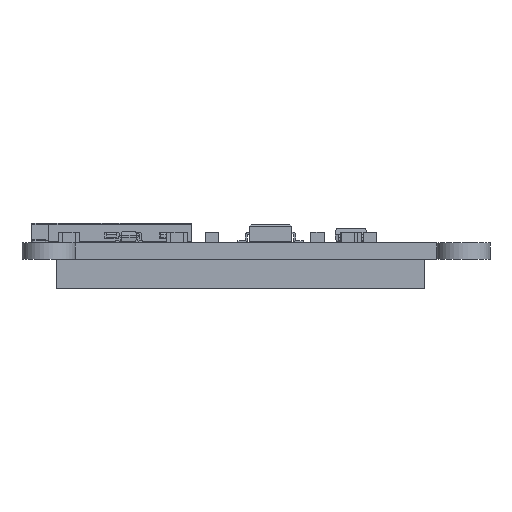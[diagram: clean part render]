
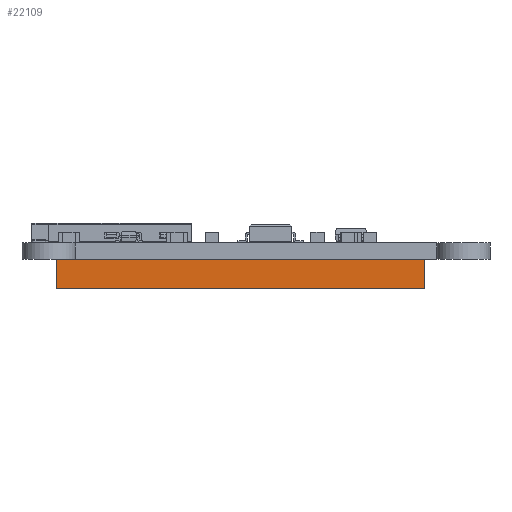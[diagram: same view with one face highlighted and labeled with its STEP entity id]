
A CAD part, front view. The second image highlights one B-rep face of the part: STEP entity #22109.
In plain terms, the highlighted face is planar.
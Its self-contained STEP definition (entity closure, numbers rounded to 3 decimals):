
#994=PLANE('',#23884);
#2057=FACE_OUTER_BOUND('',#3289,.T.);
#3289=EDGE_LOOP('',(#19518,#19519,#19520,#19521));
#5613=LINE('',#35631,#8009);
#5618=LINE('',#35640,#8014);
#5623=LINE('',#35650,#8019);
#5625=LINE('',#35654,#8021);
#8009=VECTOR('',#29501,10.);
#8014=VECTOR('',#29508,10.);
#8019=VECTOR('',#29517,10.);
#8021=VECTOR('',#29523,10.);
#10637=VERTEX_POINT('',#35628);
#10638=VERTEX_POINT('',#35630);
#10641=VERTEX_POINT('',#35638);
#10644=VERTEX_POINT('',#35648);
#13605=EDGE_CURVE('',#10638,#10637,#5613,.T.);
#13610=EDGE_CURVE('',#10641,#10637,#5618,.T.);
#13615=EDGE_CURVE('',#10644,#10641,#5623,.T.);
#13617=EDGE_CURVE('',#10644,#10638,#5625,.T.);
#19518=ORIENTED_EDGE('',*,*,#13617,.T.);
#19519=ORIENTED_EDGE('',*,*,#13605,.T.);
#19520=ORIENTED_EDGE('',*,*,#13610,.F.);
#19521=ORIENTED_EDGE('',*,*,#13615,.F.);
#22109=ADVANCED_FACE('',(#2057),#994,.T.);
#23884=AXIS2_PLACEMENT_3D('',#35653,#29521,#29522);
#29501=DIRECTION('',(0.,0.,1.));
#29508=DIRECTION('',(0.,-1.,0.));
#29517=DIRECTION('',(0.,0.,1.));
#29521=DIRECTION('center_axis',(-1.,0.,0.));
#29522=DIRECTION('ref_axis',(0.,-1.,0.));
#29523=DIRECTION('',(0.,-1.,0.));
#35628=CARTESIAN_POINT('',(-15.25,2.5,2.8));
#35630=CARTESIAN_POINT('',(-15.25,2.5,0.));
#35631=CARTESIAN_POINT('',(-15.25,2.5,0.));
#35638=CARTESIAN_POINT('',(-15.25,37.5,2.8));
#35640=CARTESIAN_POINT('',(-15.25,37.5,2.8));
#35648=CARTESIAN_POINT('',(-15.25,37.5,0.));
#35650=CARTESIAN_POINT('',(-15.25,37.5,0.));
#35653=CARTESIAN_POINT('Origin',(-15.25,37.5,0.));
#35654=CARTESIAN_POINT('',(-15.25,37.5,0.));
